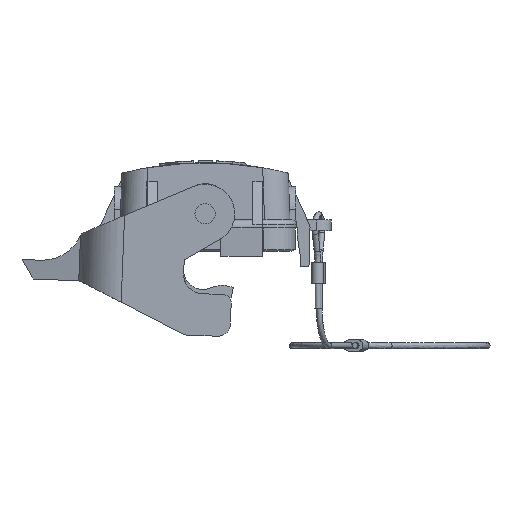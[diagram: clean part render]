
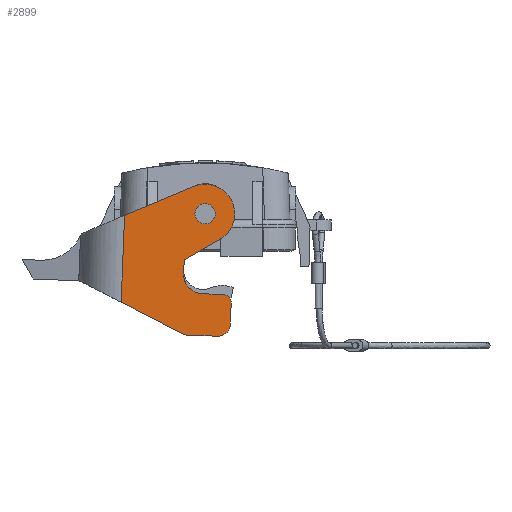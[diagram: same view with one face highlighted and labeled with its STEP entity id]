
A CAD part, left-side view. The second image highlights one B-rep face of the part: STEP entity #2899.
In plain terms, the highlighted planar face has unit normal (-1, 0, 0).
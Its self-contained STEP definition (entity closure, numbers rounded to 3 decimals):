
#2284=FACE_OUTER_BOUND('',#3621,.T.);
#2899=ADVANCED_FACE('',(#2284),#3112,.T.);
#3112=PLANE('',#9398);
#3621=EDGE_LOOP('',(#5582,#5583,#5584,#5585,#5586,#5587,#5588,#5589,#5590,
#5591,#5592,#5593));
#3780=CIRCLE('',#9370,2.);
#3784=CIRCLE('',#9376,4.5);
#3787=CIRCLE('',#9385,3.);
#3788=CIRCLE('',#9387,7.);
#5582=ORIENTED_EDGE('',*,*,#7365,.F.);
#5583=ORIENTED_EDGE('',*,*,#7378,.F.);
#5584=ORIENTED_EDGE('',*,*,#7405,.F.);
#5585=ORIENTED_EDGE('',*,*,#7403,.T.);
#5586=ORIENTED_EDGE('',*,*,#7371,.F.);
#5587=ORIENTED_EDGE('',*,*,#7375,.F.);
#5588=ORIENTED_EDGE('',*,*,#7377,.F.);
#5589=ORIENTED_EDGE('',*,*,#7367,.F.);
#5590=ORIENTED_EDGE('',*,*,#7347,.F.);
#5591=ORIENTED_EDGE('',*,*,#7323,.F.);
#5592=ORIENTED_EDGE('',*,*,#7358,.F.);
#5593=ORIENTED_EDGE('',*,*,#7362,.F.);
#6379=VERTEX_POINT('',#16311);
#6381=VERTEX_POINT('',#16315);
#6401=VERTEX_POINT('',#16381);
#6409=VERTEX_POINT('',#16401);
#6411=VERTEX_POINT('',#16408);
#6413=VERTEX_POINT('',#16414);
#6415=VERTEX_POINT('',#16420);
#6418=VERTEX_POINT('',#16427);
#6419=VERTEX_POINT('',#16429);
#6421=VERTEX_POINT('',#16435);
#6422=VERTEX_POINT('',#16442);
#6440=VERTEX_POINT('',#16536);
#7323=EDGE_CURVE('',#6381,#6379,#7953,.T.);
#7347=EDGE_CURVE('',#6379,#6401,#3780,.T.);
#7358=EDGE_CURVE('',#6409,#6381,#3784,.T.);
#7362=EDGE_CURVE('',#6411,#6409,#7982,.T.);
#7365=EDGE_CURVE('',#6413,#6411,#7985,.T.);
#7367=EDGE_CURVE('',#6401,#6415,#7987,.T.);
#7371=EDGE_CURVE('',#6418,#6419,#7991,.T.);
#7375=EDGE_CURVE('',#6421,#6418,#7995,.T.);
#7377=EDGE_CURVE('',#6415,#6421,#3787,.T.);
#7378=EDGE_CURVE('',#6422,#6413,#3788,.T.);
#7403=EDGE_CURVE('',#6440,#6419,#8009,.T.);
#7405=EDGE_CURVE('',#6440,#6422,#8010,.T.);
#7953=LINE('',#16316,#8533);
#7982=LINE('',#16409,#8562);
#7985=LINE('',#16415,#8565);
#7987=LINE('',#16419,#8567);
#7991=LINE('',#16428,#8571);
#7995=LINE('',#16436,#8575);
#8009=LINE('',#16535,#8589);
#8010=LINE('',#16557,#8590);
#8533=VECTOR('',#10697,1.);
#8562=VECTOR('',#10762,1.);
#8565=VECTOR('',#10767,1.);
#8567=VECTOR('',#10771,1.);
#8571=VECTOR('',#10777,1.);
#8575=VECTOR('',#10783,1.);
#8589=VECTOR('',#10827,1.);
#8590=VECTOR('',#10828,1.);
#9370=AXIS2_PLACEMENT_3D('',#16380,#10735,#10736);
#9376=AXIS2_PLACEMENT_3D('',#16402,#10754,#10755);
#9385=AXIS2_PLACEMENT_3D('',#16439,#10788,#10789);
#9387=AXIS2_PLACEMENT_3D('',#16441,#10792,#10793);
#9398=AXIS2_PLACEMENT_3D('',#16558,#10829,#10830);
#10697=DIRECTION('',(0.,-0.999,-0.039));
#10735=DIRECTION('',(1.,0.,0.));
#10736=DIRECTION('',(0.,0.,1.));
#10754=DIRECTION('',(-1.,0.,0.));
#10755=DIRECTION('',(0.,0.,1.));
#10762=DIRECTION('',(0.,0.039,-0.999));
#10767=DIRECTION('',(0.,0.868,-0.496));
#10771=DIRECTION('',(0.,0.039,-0.999));
#10777=DIRECTION('',(0.,0.889,0.458));
#10783=DIRECTION('',(0.,0.999,0.039));
#10788=DIRECTION('',(1.,0.,0.));
#10789=DIRECTION('',(0.,0.,1.));
#10792=DIRECTION('',(1.,0.,0.));
#10793=DIRECTION('',(0.,0.,1.));
#10827=DIRECTION('',(0.,0.039,-0.999));
#10828=DIRECTION('',(0.,-0.922,0.387));
#10829=DIRECTION('',(-1.,0.,0.));
#10830=DIRECTION('',(0.,-0.999,-0.039));
#16311=CARTESIAN_POINT('',(-44.15,-4.252,-15.932));
#16315=CARTESIAN_POINT('',(-44.15,0.744,-15.735));
#16316=CARTESIAN_POINT('',(-44.15,-4.252,-15.932));
#16380=CARTESIAN_POINT('',(-44.15,-4.173,-17.931));
#16381=CARTESIAN_POINT('',(-44.15,-6.171,-18.009));
#16401=CARTESIAN_POINT('',(-44.15,5.064,-11.062));
#16402=CARTESIAN_POINT('',(-44.15,0.567,-11.239));
#16408=CARTESIAN_POINT('',(-44.15,4.932,-7.73));
#16409=CARTESIAN_POINT('',(-44.15,5.064,-11.062));
#16414=CARTESIAN_POINT('',(-44.15,-3.473,-2.928));
#16415=CARTESIAN_POINT('',(-44.15,8.633,-9.845));
#16419=CARTESIAN_POINT('',(-44.15,-5.978,-22.906));
#16420=CARTESIAN_POINT('',(-44.15,-5.978,-22.906));
#16427=CARTESIAN_POINT('',(-44.15,4.826,-25.482));
#16428=CARTESIAN_POINT('',(-44.15,20.727,-17.29));
#16429=CARTESIAN_POINT('',(-44.15,19.838,-17.748));
#16435=CARTESIAN_POINT('',(-44.15,-2.863,-25.785));
#16436=CARTESIAN_POINT('',(-44.15,4.162,-25.508));
#16439=CARTESIAN_POINT('',(-44.15,-2.981,-22.788));
#16441=CARTESIAN_POINT('',(-44.15,0.,3.15));
#16442=CARTESIAN_POINT('',(-44.15,2.706,9.606));
#16535=CARTESIAN_POINT('',(-44.15,19.052,2.204));
#16536=CARTESIAN_POINT('',(-44.15,19.03,2.763));
#16557=CARTESIAN_POINT('',(-44.15,2.706,9.606));
#16558=CARTESIAN_POINT('',(-44.15,21.154,-25.734));
